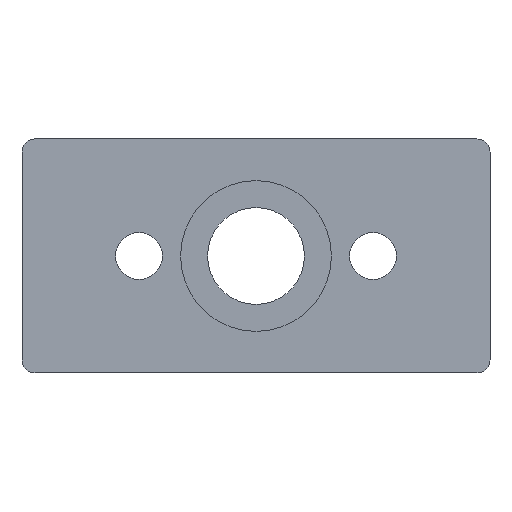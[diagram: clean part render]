
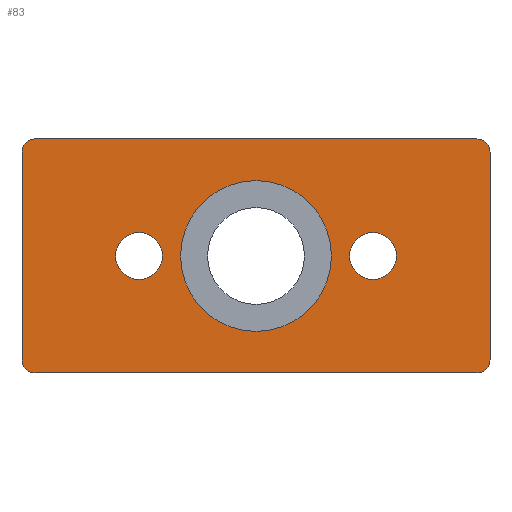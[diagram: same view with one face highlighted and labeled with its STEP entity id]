
A CAD part, front view. The second image highlights one B-rep face of the part: STEP entity #83.
In plain terms, the highlighted planar face has unit normal (0, -1, 0).
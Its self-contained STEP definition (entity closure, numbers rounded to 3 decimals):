
#33 = ORIENTED_EDGE ( 'NONE', *, *, #115, .T. ) ;
#58 = EDGE_CURVE ( 'NONE', #215, #172, #487, .T. ) ;
#61 = EDGE_CURVE ( 'NONE', #142, #172, #449, .T. ) ;
#71 = ORIENTED_EDGE ( 'NONE', *, *, #87, .F. ) ;
#72 = EDGE_LOOP ( 'NONE', ( #73, #75, #179, #88, #81, #77, #122, #33 ) ) ;
#73 = ORIENTED_EDGE ( 'NONE', *, *, #153, .F. ) ;
#74 = EDGE_CURVE ( 'NONE', #142, #190, #319, .T. ) ;
#75 = ORIENTED_EDGE ( 'NONE', *, *, #58, .T. ) ;
#77 = ORIENTED_EDGE ( 'NONE', *, *, #117, .T. ) ;
#78 = ORIENTED_EDGE ( 'NONE', *, *, #85, .F. ) ;
#81 = ORIENTED_EDGE ( 'NONE', *, *, #181, .F. ) ;
#82 = EDGE_LOOP ( 'NONE', ( #89, #177 ) ) ;
#83 = ADVANCED_FACE ( 'NONE', ( #475, #311, #318, #307 ), #317, .T. ) ;
#84 = ORIENTED_EDGE ( 'NONE', *, *, #96, .F. ) ;
#85 = EDGE_CURVE ( 'NONE', #323, #405, #313, .T. ) ;
#86 = EDGE_CURVE ( 'NONE', #258, #254, #310, .T. ) ;
#87 = EDGE_CURVE ( 'NONE', #226, #197, #312, .T. ) ;
#88 = ORIENTED_EDGE ( 'NONE', *, *, #74, .T. ) ;
#89 = ORIENTED_EDGE ( 'NONE', *, *, #159, .F. ) ;
#96 = EDGE_CURVE ( 'NONE', #405, #323, #347, .T. ) ;
#115 = EDGE_CURVE ( 'NONE', #148, #223, #326, .T. ) ;
#117 = EDGE_CURVE ( 'NONE', #130, #149, #271, .T. ) ;
#122 = ORIENTED_EDGE ( 'NONE', *, *, #132, .F. ) ;
#130 = VERTEX_POINT ( 'NONE', #363 ) ;
#132 = EDGE_CURVE ( 'NONE', #148, #149, #362, .T. ) ;
#136 = EDGE_LOOP ( 'NONE', ( #78, #84 ) ) ;
#142 = VERTEX_POINT ( 'NONE', #524 ) ;
#148 = VERTEX_POINT ( 'NONE', #526 ) ;
#149 = VERTEX_POINT ( 'NONE', #508 ) ;
#153 = EDGE_CURVE ( 'NONE', #215, #223, #525, .T. ) ;
#159 = EDGE_CURVE ( 'NONE', #254, #258, #550, .T. ) ;
#172 = VERTEX_POINT ( 'NONE', #534 ) ;
#177 = ORIENTED_EDGE ( 'NONE', *, *, #86, .F. ) ;
#178 = EDGE_LOOP ( 'NONE', ( #180, #71 ) ) ;
#179 = ORIENTED_EDGE ( 'NONE', *, *, #61, .F. ) ;
#180 = ORIENTED_EDGE ( 'NONE', *, *, #200, .F. ) ;
#181 = EDGE_CURVE ( 'NONE', #130, #190, #591, .T. ) ;
#190 = VERTEX_POINT ( 'NONE', #570 ) ;
#197 = VERTEX_POINT ( 'NONE', #576 ) ;
#200 = EDGE_CURVE ( 'NONE', #197, #226, #617, .T. ) ;
#215 = VERTEX_POINT ( 'NONE', #611 ) ;
#223 = VERTEX_POINT ( 'NONE', #634 ) ;
#226 = VERTEX_POINT ( 'NONE', #628 ) ;
#254 = VERTEX_POINT ( 'NONE', #738 ) ;
#258 = VERTEX_POINT ( 'NONE', #687 ) ;
#267 = DIRECTION ( 'NONE',  ( 0., 0., -1. ) ) ;
#268 = DIRECTION ( 'NONE',  ( 0., -1., 0. ) ) ;
#269 = CARTESIAN_POINT ( 'NONE',  ( 42.5, 0., 20. ) ) ;
#270 = AXIS2_PLACEMENT_3D ( 'NONE', #269, #268, #267 ) ;
#271 = CIRCLE ( 'NONE', #270, 2.5 ) ;
#273 = DIRECTION ( 'NONE',  ( 0., 0., -1. ) ) ;
#274 = DIRECTION ( 'NONE',  ( 0., -1., 0. ) ) ;
#275 = AXIS2_PLACEMENT_3D ( 'NONE', #333, #274, #273 ) ;
#287 = DIRECTION ( 'NONE',  ( 0., 0., -1. ) ) ;
#288 = DIRECTION ( 'NONE',  ( 0., -1., 0. ) ) ;
#289 = CARTESIAN_POINT ( 'NONE',  ( 22.5, 0., 0. ) ) ;
#292 = DIRECTION ( 'NONE',  ( 0., 0., -1. ) ) ;
#295 = AXIS2_PLACEMENT_3D ( 'NONE', #289, #288, #287 ) ;
#296 = DIRECTION ( 'NONE',  ( 0., -1., 0. ) ) ;
#297 = DIRECTION ( 'NONE',  ( 0., 0., -1. ) ) ;
#298 = DIRECTION ( 'NONE',  ( 0., -1., 0. ) ) ;
#299 = AXIS2_PLACEMENT_3D ( 'NONE', #303, #298, #297 ) ;
#300 = DIRECTION ( 'NONE',  ( 0., 0., -1. ) ) ;
#301 = DIRECTION ( 'NONE',  ( 0., -1., 0. ) ) ;
#302 = CARTESIAN_POINT ( 'NONE',  ( -45., 0., -22.5 ) ) ;
#303 = CARTESIAN_POINT ( 'NONE',  ( 0., 0., 0. ) ) ;
#304 = CARTESIAN_POINT ( 'NONE',  ( -22.5, 0., 0. ) ) ;
#305 = AXIS2_PLACEMENT_3D ( 'NONE', #304, #296, #292 ) ;
#307 = FACE_OUTER_BOUND ( 'NONE', #72, .T. ) ;
#308 = DIRECTION ( 'NONE',  ( 0., 0., -1. ) ) ;
#309 = DIRECTION ( 'NONE',  ( 0., -1., 0. ) ) ;
#310 = CIRCLE ( 'NONE', #305, 4.5 ) ;
#311 = FACE_BOUND ( 'NONE', #82, .T. ) ;
#312 = CIRCLE ( 'NONE', #295, 4.5 ) ;
#313 = CIRCLE ( 'NONE', #299, 14.5 ) ;
#317 = PLANE ( 'NONE',  #471 ) ;
#318 = FACE_BOUND ( 'NONE', #178, .T. ) ;
#319 = CIRCLE ( 'NONE', #483, 2.5 ) ;
#323 = VERTEX_POINT ( 'NONE', #729 ) ;
#326 = CIRCLE ( 'NONE', #275, 2.5 ) ;
#333 = CARTESIAN_POINT ( 'NONE',  ( -42.5, 0., 20. ) ) ;
#339 = DIRECTION ( 'NONE',  ( 0., 0., -1. ) ) ;
#340 = DIRECTION ( 'NONE',  ( 0., -1., 0. ) ) ;
#341 = CARTESIAN_POINT ( 'NONE',  ( 0., 0., 0. ) ) ;
#342 = AXIS2_PLACEMENT_3D ( 'NONE', #341, #340, #339 ) ;
#347 = CIRCLE ( 'NONE', #342, 14.5 ) ;
#358 = DIRECTION ( 'NONE',  ( 1., 0., 0. ) ) ;
#359 = VECTOR ( 'NONE', #358, 1000. ) ;
#361 = CARTESIAN_POINT ( 'NONE',  ( -45., 0., 22.5 ) ) ;
#362 = LINE ( 'NONE', #361, #359 ) ;
#363 = CARTESIAN_POINT ( 'NONE',  ( 45., 0., 20. ) ) ;
#405 = VERTEX_POINT ( 'NONE', #831 ) ;
#446 = DIRECTION ( 'NONE',  ( -1., 0., 0. ) ) ;
#447 = VECTOR ( 'NONE', #446, 1000. ) ;
#448 = CARTESIAN_POINT ( 'NONE',  ( -45., 0., -22.5 ) ) ;
#449 = LINE ( 'NONE', #448, #447 ) ;
#454 = DIRECTION ( 'NONE',  ( 0., 0., -1. ) ) ;
#455 = DIRECTION ( 'NONE',  ( 0., -1., 0. ) ) ;
#460 = AXIS2_PLACEMENT_3D ( 'NONE', #492, #455, #454 ) ;
#470 = CARTESIAN_POINT ( 'NONE',  ( 42.5, 0., -20. ) ) ;
#471 = AXIS2_PLACEMENT_3D ( 'NONE', #302, #301, #300 ) ;
#475 = FACE_BOUND ( 'NONE', #136, .T. ) ;
#483 = AXIS2_PLACEMENT_3D ( 'NONE', #470, #309, #308 ) ;
#487 = CIRCLE ( 'NONE', #460, 2.5 ) ;
#492 = CARTESIAN_POINT ( 'NONE',  ( -42.5, 0., -20. ) ) ;
#506 = DIRECTION ( 'NONE',  ( 0., 0., 1. ) ) ;
#507 = CARTESIAN_POINT ( 'NONE',  ( -45., 0., 22.5 ) ) ;
#508 = CARTESIAN_POINT ( 'NONE',  ( 42.5, 0., 22.5 ) ) ;
#524 = CARTESIAN_POINT ( 'NONE',  ( 42.5, 0., -22.5 ) ) ;
#525 = LINE ( 'NONE', #507, #558 ) ;
#526 = CARTESIAN_POINT ( 'NONE',  ( -42.5, 0., 22.5 ) ) ;
#534 = CARTESIAN_POINT ( 'NONE',  ( -42.5, 0., -22.5 ) ) ;
#536 = DIRECTION ( 'NONE',  ( 0., 0., -1. ) ) ;
#537 = DIRECTION ( 'NONE',  ( 0., -1., 0. ) ) ;
#538 = CARTESIAN_POINT ( 'NONE',  ( -22.5, 0., 0. ) ) ;
#543 = AXIS2_PLACEMENT_3D ( 'NONE', #538, #537, #536 ) ;
#550 = CIRCLE ( 'NONE', #543, 4.5 ) ;
#558 = VECTOR ( 'NONE', #506, 1000. ) ;
#562 = AXIS2_PLACEMENT_3D ( 'NONE', #618, #608, #607 ) ;
#570 = CARTESIAN_POINT ( 'NONE',  ( 45., 0., -20. ) ) ;
#576 = CARTESIAN_POINT ( 'NONE',  ( 22.5, 0., 4.5 ) ) ;
#577 = DIRECTION ( 'NONE',  ( 0., 0., -1. ) ) ;
#583 = CARTESIAN_POINT ( 'NONE',  ( 45., 0., 22.5 ) ) ;
#590 = VECTOR ( 'NONE', #577, 1000. ) ;
#591 = LINE ( 'NONE', #583, #590 ) ;
#607 = DIRECTION ( 'NONE',  ( 0., 0., -1. ) ) ;
#608 = DIRECTION ( 'NONE',  ( 0., -1., 0. ) ) ;
#611 = CARTESIAN_POINT ( 'NONE',  ( -45., 0., -20. ) ) ;
#617 = CIRCLE ( 'NONE', #562, 4.5 ) ;
#618 = CARTESIAN_POINT ( 'NONE',  ( 22.5, 0., 0. ) ) ;
#628 = CARTESIAN_POINT ( 'NONE',  ( 22.5, 0., -4.5 ) ) ;
#634 = CARTESIAN_POINT ( 'NONE',  ( -45., 0., 20. ) ) ;
#687 = CARTESIAN_POINT ( 'NONE',  ( -22.5, 0., -4.5 ) ) ;
#729 = CARTESIAN_POINT ( 'NONE',  ( 0., 0., -14.5 ) ) ;
#738 = CARTESIAN_POINT ( 'NONE',  ( -22.5, 0., 4.5 ) ) ;
#831 = CARTESIAN_POINT ( 'NONE',  ( 0., 0., 14.5 ) ) ;
